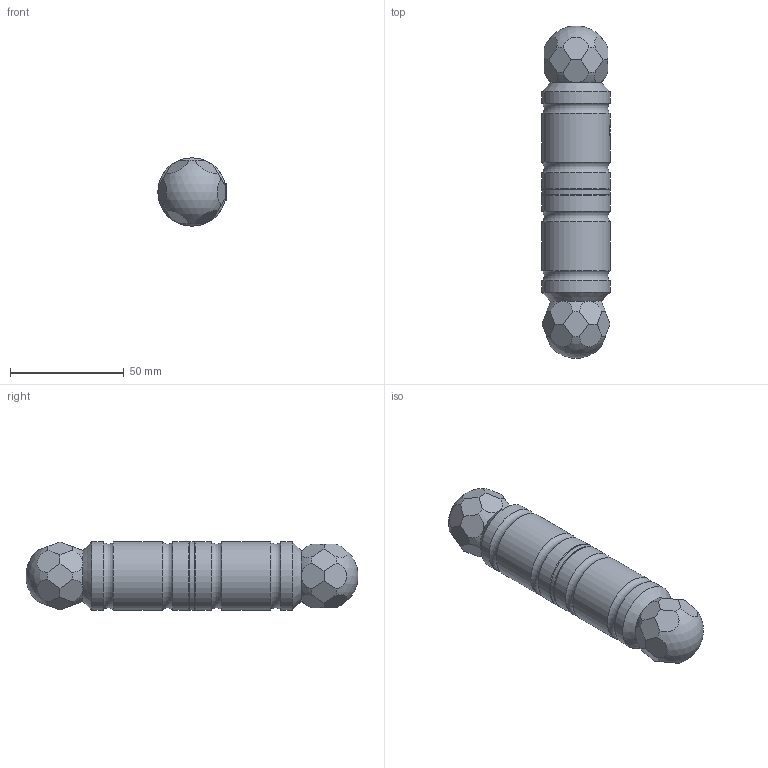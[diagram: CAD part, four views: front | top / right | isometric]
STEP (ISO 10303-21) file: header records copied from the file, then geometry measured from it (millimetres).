
FILE_DESCRIPTION (( 'STEP AP203' ), '1' );
FILE_NAME ('3818.step', '2024-08-16T09:34:39', ( '' ), ( '' ), 'SwSTEP 2.0', 'SolidWorks 2018', '' );
FILE_SCHEMA (( 'CONFIG_CONTROL_DESIGN' ));
Length unit declared in the file: millimetre
Products named in the file (5): 3818; 3817 und 3818 Teil1-3_3818 Teil2; 3817 und 3818 Teil1-3_3818 Teil3; 3817 und 3818 Teil1-3_3818 Teil1; DIN 965_DIN 965 M4x10
Assembly tree (4 placements, depth 2):
  3818
    3817 und 3818 Teil1-3_3818 Teil1
    3817 und 3818 Teil1-3_3818 Teil2
    3817 und 3818 Teil1-3_3818 Teil3
    DIN 965_DIN 965 M4x10
Bounding box: 30 x 145.79 x 30 mm (x, y, z)
Volume: 87808.5 mm3; surface area: 21135.8 mm2
Topology: 4 solids, 4 shells, 338 faces, 894 edges, 591 vertices
Faces by surface type: plane 144, bspline 116, cylinder 36, sphere 28, cone 10, torus 4
Full cylindrical faces by diameter (mm): 3.3 x1, 3.6 x1, 4 x1, 7.2 x1, 9 x1, 16 x2, 16.5 x1, 17 x1, 30 x7
Entity records: 15045 total; most frequent: CARTESIAN_POINT 6873, ORIENTED_EDGE 1718, DIRECTION 1315, EDGE_CURVE 859, VERTEX_POINT 586, AXIS2_PLACEMENT_3D 465, EDGE_LOOP 399, LINE 385
